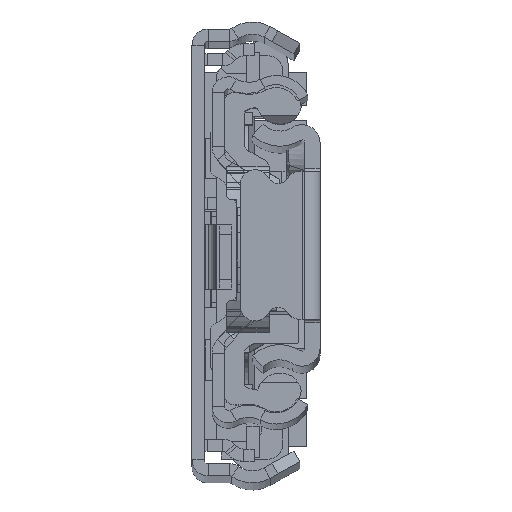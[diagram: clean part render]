
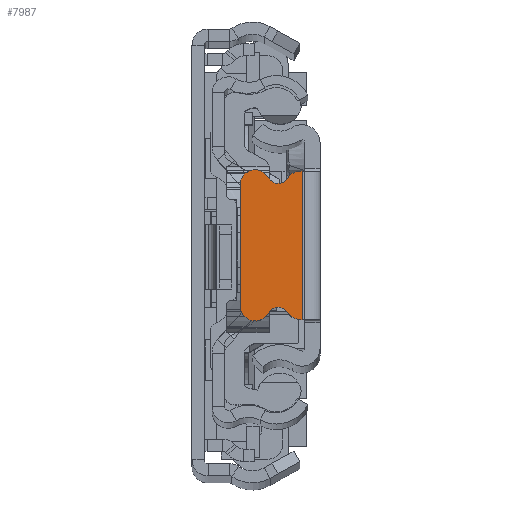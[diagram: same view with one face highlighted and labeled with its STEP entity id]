
A CAD part, top view. The second image highlights one B-rep face of the part: STEP entity #7987.
In plain terms, the highlighted planar face has unit normal (0, 0, 1).
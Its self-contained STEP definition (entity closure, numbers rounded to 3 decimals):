
#85 = EDGE_CURVE ( 'NONE', #19064, #1800, #29208, .T. ) ;
#171 = VERTEX_POINT ( 'NONE', #16560 ) ;
#531 = ORIENTED_EDGE ( 'NONE', *, *, #23822, .T. ) ;
#714 = CARTESIAN_POINT ( 'NONE',  ( -1.929, 7.37, 0. ) ) ;
#810 = CARTESIAN_POINT ( 'NONE',  ( -4.142, -7.236, 0. ) ) ;
#909 = DIRECTION ( 'NONE',  ( 1., 0., 0. ) ) ;
#933 = DIRECTION ( 'NONE',  ( 0., 0., 1. ) ) ;
#1069 = CARTESIAN_POINT ( 'NONE',  ( -6.429, 6., 0. ) ) ;
#1627 = DIRECTION ( 'NONE',  ( 1., 0., 0. ) ) ;
#1800 = VERTEX_POINT ( 'NONE', #8315 ) ;
#2292 = CARTESIAN_POINT ( 'NONE',  ( -1.929, 5.87, 0. ) ) ;
#2426 = DIRECTION ( 'NONE',  ( -1., 0., 0. ) ) ;
#2586 = CARTESIAN_POINT ( 'NONE',  ( -1.929, -7.37, 0. ) ) ;
#3187 = ORIENTED_EDGE ( 'NONE', *, *, #20880, .T. ) ;
#3825 = PLANE ( 'NONE',  #31441 ) ;
#4344 = CARTESIAN_POINT ( 'NONE',  ( -7.929, -6., 0. ) ) ;
#4625 = LINE ( 'NONE', #2586, #7094 ) ;
#4660 = DIRECTION ( 'NONE',  ( 0., 0., 1. ) ) ;
#5435 = VERTEX_POINT ( 'NONE', #14543 ) ;
#6016 = CARTESIAN_POINT ( 'NONE',  ( -4.142, 7.236, 0. ) ) ;
#6761 = DIRECTION ( 'NONE',  ( 0., 0., 1. ) ) ;
#6827 = CARTESIAN_POINT ( 'NONE',  ( -5.109, -6.713, 0. ) ) ;
#7094 = VECTOR ( 'NONE', #2426, 1000. ) ;
#7120 = ORIENTED_EDGE ( 'NONE', *, *, #28440, .T. ) ;
#7246 = DIRECTION ( 'NONE',  ( 1., 0., 0. ) ) ;
#7270 = CARTESIAN_POINT ( 'NONE',  ( -6.429, -6., 0. ) ) ;
#7390 = DIRECTION ( 'NONE',  ( 0., 0., 1. ) ) ;
#7731 = EDGE_CURVE ( 'NONE', #13226, #9626, #27888, .T. ) ;
#7987 = ADVANCED_FACE ( 'NONE', ( #32114 ), #3825, .T. ) ;
#8197 = CIRCLE ( 'NONE', #27262, 1.5 ) ;
#8296 = VECTOR ( 'NONE', #7246, 1000. ) ;
#8315 = CARTESIAN_POINT ( 'NONE',  ( -5.109, 6.713, 0. ) ) ;
#8559 = CARTESIAN_POINT ( 'NONE',  ( -1.929, -7.37, 0. ) ) ;
#8925 = CARTESIAN_POINT ( 'NONE',  ( 397.771, 0., 0. ) ) ;
#9241 = DIRECTION ( 'NONE',  ( 0., 0., -1. ) ) ;
#9272 = CARTESIAN_POINT ( 'NONE',  ( -3.206, 6.658, 0. ) ) ;
#9483 = ORIENTED_EDGE ( 'NONE', *, *, #85, .T. ) ;
#9626 = VERTEX_POINT ( 'NONE', #27302 ) ;
#10003 = DIRECTION ( 'NONE',  ( 1., 0., 0. ) ) ;
#10394 = ORIENTED_EDGE ( 'NONE', *, *, #32155, .T. ) ;
#11187 = DIRECTION ( 'NONE',  ( -1., 0., 0. ) ) ;
#12445 = ORIENTED_EDGE ( 'NONE', *, *, #7731, .F. ) ;
#12555 = EDGE_CURVE ( 'NONE', #9626, #15149, #4625, .T. ) ;
#12701 = DIRECTION ( 'NONE',  ( 0., -1., 0. ) ) ;
#12852 = CARTESIAN_POINT ( 'NONE',  ( -1.929, 7.37, 0. ) ) ;
#13226 = VERTEX_POINT ( 'NONE', #16764 ) ;
#13413 = AXIS2_PLACEMENT_3D ( 'NONE', #810, #29450, #11187 ) ;
#13842 = VECTOR ( 'NONE', #12701, 1000. ) ;
#14471 = EDGE_CURVE ( 'NONE', #31927, #16212, #18622, .T. ) ;
#14541 = CIRCLE ( 'NONE', #20537, 1.5 ) ;
#14543 = CARTESIAN_POINT ( 'NONE',  ( -3.206, -6.658, 0. ) ) ;
#14717 = DIRECTION ( 'NONE',  ( 0., -1., 0. ) ) ;
#15149 = VERTEX_POINT ( 'NONE', #8559 ) ;
#16212 = VERTEX_POINT ( 'NONE', #6827 ) ;
#16560 = CARTESIAN_POINT ( 'NONE',  ( -7.929, 6., 0. ) ) ;
#16764 = CARTESIAN_POINT ( 'NONE',  ( -1.75, 7.37, 0. ) ) ;
#17279 = LINE ( 'NONE', #4344, #27530 ) ;
#17303 = CARTESIAN_POINT ( 'NONE',  ( -1.75, 0., 0. ) ) ;
#18297 = ORIENTED_EDGE ( 'NONE', *, *, #12555, .F. ) ;
#18622 = CIRCLE ( 'NONE', #30074, 1.5 ) ;
#19064 = VERTEX_POINT ( 'NONE', #9272 ) ;
#19970 = CIRCLE ( 'NONE', #13413, 1.1 ) ;
#20537 = AXIS2_PLACEMENT_3D ( 'NONE', #1069, #21840, #24913 ) ;
#20880 = EDGE_CURVE ( 'NONE', #171, #31927, #17279, .T. ) ;
#21840 = DIRECTION ( 'NONE',  ( 0., 0., 1. ) ) ;
#21871 = DIRECTION ( 'NONE',  ( 1., 0., 0. ) ) ;
#22196 = ORIENTED_EDGE ( 'NONE', *, *, #22971, .T. ) ;
#22971 = EDGE_CURVE ( 'NONE', #5435, #15149, #24846, .T. ) ;
#23822 = EDGE_CURVE ( 'NONE', #1800, #171, #14541, .T. ) ;
#24007 = CARTESIAN_POINT ( 'NONE',  ( -7.929, -6., 0. ) ) ;
#24413 = ORIENTED_EDGE ( 'NONE', *, *, #14471, .T. ) ;
#24846 = CIRCLE ( 'NONE', #31379, 1.5 ) ;
#24913 = DIRECTION ( 'NONE',  ( -1., 0., 0. ) ) ;
#27262 = AXIS2_PLACEMENT_3D ( 'NONE', #2292, #4660, #30904 ) ;
#27302 = CARTESIAN_POINT ( 'NONE',  ( -1.75, -7.37, 0. ) ) ;
#27530 = VECTOR ( 'NONE', #14717, 1000. ) ;
#27888 = LINE ( 'NONE', #17303, #13842 ) ;
#28114 = AXIS2_PLACEMENT_3D ( 'NONE', #6016, #9241, #909 ) ;
#28440 = EDGE_CURVE ( 'NONE', #30969, #19064, #8197, .T. ) ;
#28978 = EDGE_LOOP ( 'NONE', ( #12445, #32521, #7120, #9483, #531, #3187, #24413, #10394, #22196, #18297 ) ) ;
#29208 = CIRCLE ( 'NONE', #28114, 1.1 ) ;
#29450 = DIRECTION ( 'NONE',  ( 0., 0., -1. ) ) ;
#30074 = AXIS2_PLACEMENT_3D ( 'NONE', #7270, #6761, #10003 ) ;
#30245 = CARTESIAN_POINT ( 'NONE',  ( -1.929, -5.87, 0. ) ) ;
#30434 = EDGE_CURVE ( 'NONE', #30969, #13226, #33163, .T. ) ;
#30904 = DIRECTION ( 'NONE',  ( -1., 0., 0. ) ) ;
#30969 = VERTEX_POINT ( 'NONE', #714 ) ;
#31379 = AXIS2_PLACEMENT_3D ( 'NONE', #30245, #7390, #1627 ) ;
#31441 = AXIS2_PLACEMENT_3D ( 'NONE', #8925, #933, #21871 ) ;
#31927 = VERTEX_POINT ( 'NONE', #24007 ) ;
#32114 = FACE_OUTER_BOUND ( 'NONE', #28978, .T. ) ;
#32155 = EDGE_CURVE ( 'NONE', #16212, #5435, #19970, .T. ) ;
#32521 = ORIENTED_EDGE ( 'NONE', *, *, #30434, .F. ) ;
#33163 = LINE ( 'NONE', #12852, #8296 ) ;
